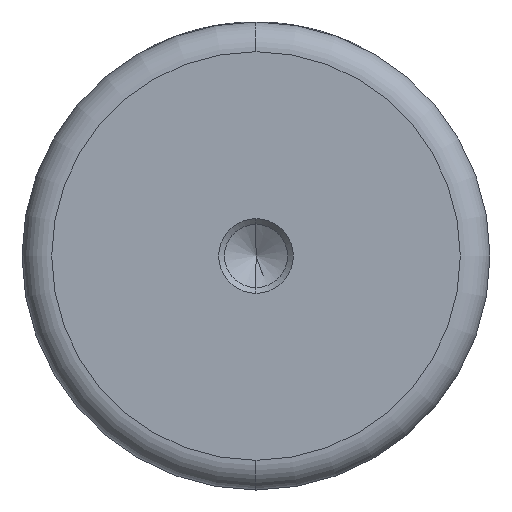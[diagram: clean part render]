
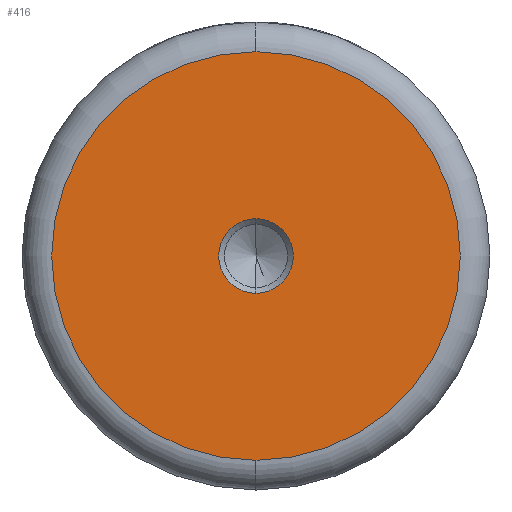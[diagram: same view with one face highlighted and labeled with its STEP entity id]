
A CAD part, left-side view. The second image highlights one B-rep face of the part: STEP entity #416.
In plain terms, the highlighted planar face has unit normal (-1, 0, 0).
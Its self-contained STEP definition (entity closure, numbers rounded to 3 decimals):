
#4 = FACE_OUTER_BOUND ( 'NONE', #88, .T. ) ;
#7 = AXIS2_PLACEMENT_3D ( 'NONE', #193, #1008, #323 ) ;
#9 = CARTESIAN_POINT ( 'NONE',  ( 0., 0., 0. ) ) ;
#57 = FACE_BOUND ( 'NONE', #1496, .T. ) ;
#59 = CIRCLE ( 'NONE', #252, 27.5 ) ;
#88 = EDGE_LOOP ( 'NONE', ( #1103, #382 ) ) ;
#143 = DIRECTION ( 'NONE',  ( 0., 0., 1. ) ) ;
#165 = EDGE_CURVE ( 'NONE', #1421, #1438, #247, .T. ) ;
#182 = DIRECTION ( 'NONE',  ( -1., 0., 0. ) ) ;
#193 = CARTESIAN_POINT ( 'NONE',  ( 0., 0., 0. ) ) ;
#247 = CIRCLE ( 'NONE', #351, 27.5 ) ;
#252 = AXIS2_PLACEMENT_3D ( 'NONE', #456, #1262, #571 ) ;
#256 = ORIENTED_EDGE ( 'NONE', *, *, #511, .F. ) ;
#310 = CARTESIAN_POINT ( 'NONE',  ( 0., 0., 0. ) ) ;
#323 = DIRECTION ( 'NONE',  ( 0., 0., 1. ) ) ;
#351 = AXIS2_PLACEMENT_3D ( 'NONE', #9, #845, #143 ) ;
#370 = ORIENTED_EDGE ( 'NONE', *, *, #1428, .F. ) ;
#382 = ORIENTED_EDGE ( 'NONE', *, *, #887, .T. ) ;
#416 = ADVANCED_FACE ( 'NONE', ( #57, #4 ), #542, .T. ) ;
#456 = CARTESIAN_POINT ( 'NONE',  ( 0., 0., 0. ) ) ;
#511 = EDGE_CURVE ( 'NONE', #961, #998, #1180, .T. ) ;
#542 = PLANE ( 'NONE',  #1229 ) ;
#571 = DIRECTION ( 'NONE',  ( 0., 0., 1. ) ) ;
#645 = CIRCLE ( 'NONE', #1381, 5.025 ) ;
#658 = DIRECTION ( 'NONE',  ( 0., 0., 1. ) ) ;
#766 = CARTESIAN_POINT ( 'NONE',  ( 0., 0., -27.5 ) ) ;
#845 = DIRECTION ( 'NONE',  ( -1., 0., 0. ) ) ;
#879 = CARTESIAN_POINT ( 'NONE',  ( 0., 0., 0. ) ) ;
#887 = EDGE_CURVE ( 'NONE', #1438, #1421, #59, .T. ) ;
#917 = CARTESIAN_POINT ( 'NONE',  ( 0., 0., 5.025 ) ) ;
#961 = VERTEX_POINT ( 'NONE', #917 ) ;
#995 = DIRECTION ( 'NONE',  ( 0., 0., 1. ) ) ;
#998 = VERTEX_POINT ( 'NONE', #1397 ) ;
#1008 = DIRECTION ( 'NONE',  ( -1., 0., 0. ) ) ;
#1103 = ORIENTED_EDGE ( 'NONE', *, *, #165, .T. ) ;
#1104 = CARTESIAN_POINT ( 'NONE',  ( 0., 0., 27.5 ) ) ;
#1180 = CIRCLE ( 'NONE', #7, 5.025 ) ;
#1229 = AXIS2_PLACEMENT_3D ( 'NONE', #310, #1345, #658 ) ;
#1262 = DIRECTION ( 'NONE',  ( -1., 0., 0. ) ) ;
#1345 = DIRECTION ( 'NONE',  ( -1., 0., 0. ) ) ;
#1381 = AXIS2_PLACEMENT_3D ( 'NONE', #879, #182, #995 ) ;
#1397 = CARTESIAN_POINT ( 'NONE',  ( 0., 0., -5.025 ) ) ;
#1421 = VERTEX_POINT ( 'NONE', #1104 ) ;
#1428 = EDGE_CURVE ( 'NONE', #998, #961, #645, .T. ) ;
#1438 = VERTEX_POINT ( 'NONE', #766 ) ;
#1496 = EDGE_LOOP ( 'NONE', ( #256, #370 ) ) ;
